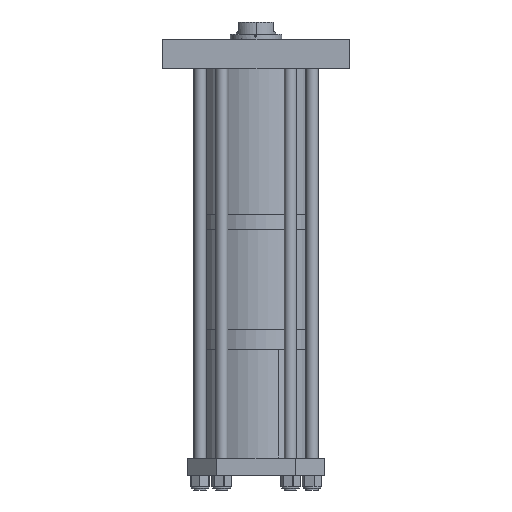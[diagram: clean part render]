
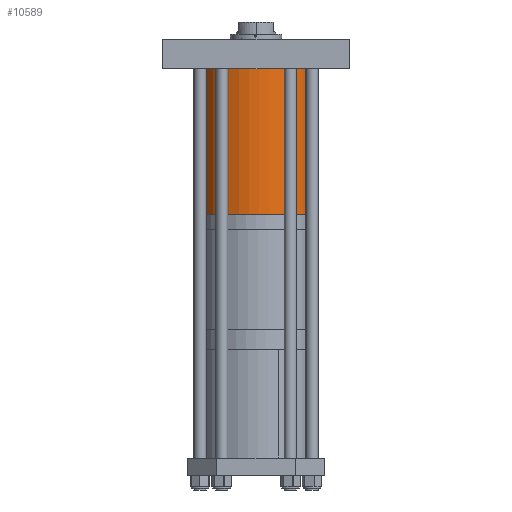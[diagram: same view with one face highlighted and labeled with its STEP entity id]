
A CAD part, front view. The second image highlights one B-rep face of the part: STEP entity #10589.
In plain terms, the highlighted cylindrical face has radius 152.4 mm (diameter 304.8 mm), a partial arc.
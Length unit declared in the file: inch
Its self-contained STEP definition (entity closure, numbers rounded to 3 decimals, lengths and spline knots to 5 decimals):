
#177 = VERTEX_POINT ( 'NONE', #6105 ) ;
#299 = VERTEX_POINT ( 'NONE', #10802 ) ;
#316 = DIRECTION ( 'NONE',  ( 0., 0., 1. ) ) ;
#1143 = CYLINDRICAL_SURFACE ( 'NONE', #4628, 6. ) ;
#1171 = DIRECTION ( 'NONE',  ( 1., 0., 0. ) ) ;
#1343 = DIRECTION ( 'NONE',  ( -1., 0., 0. ) ) ;
#1495 = CARTESIAN_POINT ( 'NONE',  ( -6., 0., 14.899 ) ) ;
#2028 = EDGE_CURVE ( 'NONE', #10354, #299, #10961, .T. ) ;
#2087 = ORIENTED_EDGE ( 'NONE', *, *, #2028, .F. ) ;
#2909 = LINE ( 'NONE', #1495, #11494 ) ;
#3072 = CARTESIAN_POINT ( 'NONE',  ( -6., 0., 14.899 ) ) ;
#3105 = ORIENTED_EDGE ( 'NONE', *, *, #9756, .F. ) ;
#3471 = EDGE_LOOP ( 'NONE', ( #3105, #2087, #5998, #5508 ) ) ;
#3746 = CIRCLE ( 'NONE', #10622, 6. ) ;
#4628 = AXIS2_PLACEMENT_3D ( 'NONE', #6801, #8578, #1343 ) ;
#4760 = CARTESIAN_POINT ( 'NONE',  ( 0., 0., 14.899 ) ) ;
#5508 = ORIENTED_EDGE ( 'NONE', *, *, #10125, .T. ) ;
#5747 = DIRECTION ( 'NONE',  ( 0., 0., -1. ) ) ;
#5998 = ORIENTED_EDGE ( 'NONE', *, *, #9828, .T. ) ;
#6105 = CARTESIAN_POINT ( 'NONE',  ( -6., 0., 0. ) ) ;
#6535 = CARTESIAN_POINT ( 'NONE',  ( 0., 0., 0. ) ) ;
#6756 = VERTEX_POINT ( 'NONE', #11631 ) ;
#6801 = CARTESIAN_POINT ( 'NONE',  ( 0., 0., 14.899 ) ) ;
#6846 = DIRECTION ( 'NONE',  ( 0., 0., -1. ) ) ;
#7268 = FACE_OUTER_BOUND ( 'NONE', #3471, .T. ) ;
#8433 = CARTESIAN_POINT ( 'NONE',  ( 6., 0., 14.899 ) ) ;
#8578 = DIRECTION ( 'NONE',  ( 0., 0., -1. ) ) ;
#9239 = VECTOR ( 'NONE', #5747, 39.37008 ) ;
#9756 = EDGE_CURVE ( 'NONE', #299, #6756, #11651, .T. ) ;
#9828 = EDGE_CURVE ( 'NONE', #10354, #177, #2909, .T. ) ;
#10125 = EDGE_CURVE ( 'NONE', #177, #6756, #3746, .T. ) ;
#10354 = VERTEX_POINT ( 'NONE', #3072 ) ;
#10589 = ADVANCED_FACE ( 'NONE', ( #7268 ), #1143, .T. ) ;
#10622 = AXIS2_PLACEMENT_3D ( 'NONE', #6535, #11111, #1171 ) ;
#10802 = CARTESIAN_POINT ( 'NONE',  ( 6., 0., 14.899 ) ) ;
#10961 = CIRCLE ( 'NONE', #11500, 6. ) ;
#11111 = DIRECTION ( 'NONE',  ( 0., 0., 1. ) ) ;
#11244 = DIRECTION ( 'NONE',  ( 1., 0., 0. ) ) ;
#11494 = VECTOR ( 'NONE', #6846, 39.37008 ) ;
#11500 = AXIS2_PLACEMENT_3D ( 'NONE', #4760, #316, #11244 ) ;
#11631 = CARTESIAN_POINT ( 'NONE',  ( 6., 0., 0. ) ) ;
#11651 = LINE ( 'NONE', #8433, #9239 ) ;
